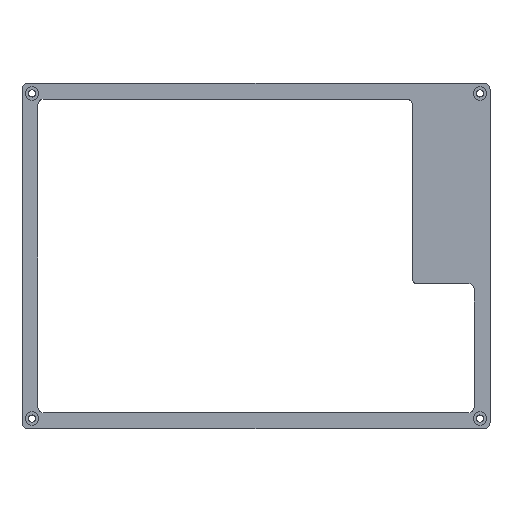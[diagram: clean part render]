
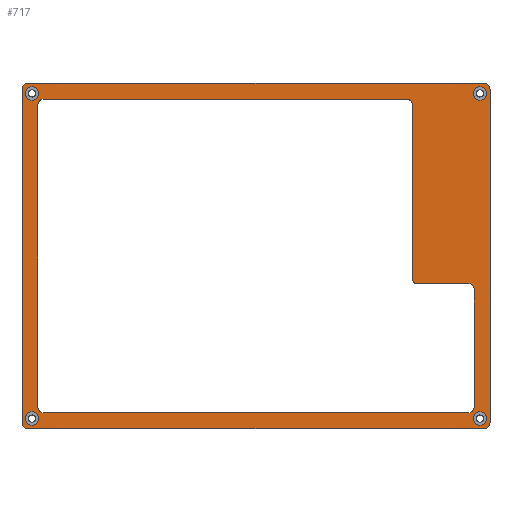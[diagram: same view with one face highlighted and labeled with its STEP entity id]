
A CAD part, top view. The second image highlights one B-rep face of the part: STEP entity #717.
In plain terms, the highlighted planar face has unit normal (0, 0, 1).
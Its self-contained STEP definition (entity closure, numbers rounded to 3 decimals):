
#27=LINE('',#1117,#79);
#32=LINE('',#1131,#84);
#36=LINE('',#1143,#88);
#40=LINE('',#1155,#92);
#44=LINE('',#1167,#96);
#48=LINE('',#1179,#100);
#53=LINE('',#1197,#105);
#57=LINE('',#1209,#109);
#61=LINE('',#1221,#113);
#65=LINE('',#1232,#117);
#79=VECTOR('',#911,10.);
#84=VECTOR('',#924,10.);
#88=VECTOR('',#936,10.);
#92=VECTOR('',#948,10.);
#96=VECTOR('',#960,10.);
#100=VECTOR('',#972,10.);
#105=VECTOR('',#991,10.);
#109=VECTOR('',#1003,10.);
#113=VECTOR('',#1015,10.);
#117=VECTOR('',#1027,10.);
#149=FACE_BOUND('',#250,.T.);
#150=FACE_BOUND('',#251,.T.);
#151=FACE_BOUND('',#252,.T.);
#152=FACE_BOUND('',#253,.T.);
#153=FACE_BOUND('',#254,.T.);
#199=FACE_OUTER_BOUND('',#249,.T.);
#249=EDGE_LOOP('',(#609,#610,#611,#612,#613,#614,#615,#616));
#250=EDGE_LOOP('',(#617));
#251=EDGE_LOOP('',(#618));
#252=EDGE_LOOP('',(#619));
#253=EDGE_LOOP('',(#620));
#254=EDGE_LOOP('',(#621,#622,#623,#624,#625,#626,#627,#628,#629,#630,#631,
#632));
#275=CIRCLE('',#745,2.1);
#278=CIRCLE('',#751,2.1);
#281=CIRCLE('',#757,2.1);
#284=CIRCLE('',#763,2.1);
#285=CIRCLE('',#767,1.);
#287=CIRCLE('',#771,2.);
#289=CIRCLE('',#775,2.);
#291=CIRCLE('',#779,2.);
#293=CIRCLE('',#783,2.);
#295=CIRCLE('',#787,2.);
#297=CIRCLE('',#790,1.85);
#299=CIRCLE('',#794,1.85);
#301=CIRCLE('',#798,1.85);
#303=CIRCLE('',#802,1.85);
#319=VERTEX_POINT('',#1076);
#322=VERTEX_POINT('',#1087);
#325=VERTEX_POINT('',#1098);
#328=VERTEX_POINT('',#1109);
#329=VERTEX_POINT('',#1115);
#330=VERTEX_POINT('',#1116);
#333=VERTEX_POINT('',#1124);
#335=VERTEX_POINT('',#1130);
#337=VERTEX_POINT('',#1136);
#339=VERTEX_POINT('',#1142);
#341=VERTEX_POINT('',#1148);
#343=VERTEX_POINT('',#1154);
#345=VERTEX_POINT('',#1160);
#347=VERTEX_POINT('',#1166);
#349=VERTEX_POINT('',#1172);
#351=VERTEX_POINT('',#1178);
#353=VERTEX_POINT('',#1187);
#354=VERTEX_POINT('',#1188);
#357=VERTEX_POINT('',#1196);
#359=VERTEX_POINT('',#1202);
#361=VERTEX_POINT('',#1208);
#363=VERTEX_POINT('',#1214);
#365=VERTEX_POINT('',#1220);
#367=VERTEX_POINT('',#1226);
#387=EDGE_CURVE('',#319,#319,#275,.T.);
#392=EDGE_CURVE('',#322,#322,#278,.T.);
#397=EDGE_CURVE('',#325,#325,#281,.T.);
#402=EDGE_CURVE('',#328,#328,#284,.T.);
#405=EDGE_CURVE('',#329,#330,#27,.T.);
#409=EDGE_CURVE('',#330,#333,#285,.T.);
#412=EDGE_CURVE('',#333,#335,#32,.T.);
#415=EDGE_CURVE('',#335,#337,#287,.T.);
#418=EDGE_CURVE('',#337,#339,#36,.T.);
#421=EDGE_CURVE('',#339,#341,#289,.T.);
#424=EDGE_CURVE('',#341,#343,#40,.T.);
#427=EDGE_CURVE('',#343,#345,#291,.T.);
#430=EDGE_CURVE('',#345,#347,#44,.T.);
#433=EDGE_CURVE('',#347,#349,#293,.T.);
#436=EDGE_CURVE('',#349,#351,#48,.T.);
#439=EDGE_CURVE('',#351,#329,#295,.T.);
#441=EDGE_CURVE('',#353,#354,#297,.F.);
#445=EDGE_CURVE('',#357,#354,#53,.T.);
#448=EDGE_CURVE('',#357,#359,#299,.F.);
#451=EDGE_CURVE('',#361,#359,#57,.T.);
#454=EDGE_CURVE('',#361,#363,#301,.F.);
#457=EDGE_CURVE('',#365,#363,#61,.T.);
#460=EDGE_CURVE('',#365,#367,#303,.F.);
#463=EDGE_CURVE('',#353,#367,#65,.T.);
#609=ORIENTED_EDGE('',*,*,#463,.F.);
#610=ORIENTED_EDGE('',*,*,#441,.T.);
#611=ORIENTED_EDGE('',*,*,#445,.F.);
#612=ORIENTED_EDGE('',*,*,#448,.T.);
#613=ORIENTED_EDGE('',*,*,#451,.F.);
#614=ORIENTED_EDGE('',*,*,#454,.T.);
#615=ORIENTED_EDGE('',*,*,#457,.F.);
#616=ORIENTED_EDGE('',*,*,#460,.T.);
#617=ORIENTED_EDGE('',*,*,#387,.T.);
#618=ORIENTED_EDGE('',*,*,#392,.T.);
#619=ORIENTED_EDGE('',*,*,#397,.T.);
#620=ORIENTED_EDGE('',*,*,#402,.T.);
#621=ORIENTED_EDGE('',*,*,#439,.T.);
#622=ORIENTED_EDGE('',*,*,#405,.T.);
#623=ORIENTED_EDGE('',*,*,#409,.T.);
#624=ORIENTED_EDGE('',*,*,#412,.T.);
#625=ORIENTED_EDGE('',*,*,#415,.T.);
#626=ORIENTED_EDGE('',*,*,#418,.T.);
#627=ORIENTED_EDGE('',*,*,#421,.T.);
#628=ORIENTED_EDGE('',*,*,#424,.T.);
#629=ORIENTED_EDGE('',*,*,#427,.T.);
#630=ORIENTED_EDGE('',*,*,#430,.T.);
#631=ORIENTED_EDGE('',*,*,#433,.T.);
#632=ORIENTED_EDGE('',*,*,#436,.T.);
#675=PLANE('',#805);
#717=ADVANCED_FACE('',(#199,#149,#150,#151,#152,#153),#675,.T.);
#745=AXIS2_PLACEMENT_3D('',#1077,#861,#862);
#751=AXIS2_PLACEMENT_3D('',#1088,#875,#876);
#757=AXIS2_PLACEMENT_3D('',#1099,#889,#890);
#763=AXIS2_PLACEMENT_3D('',#1110,#903,#904);
#767=AXIS2_PLACEMENT_3D('',#1125,#917,#918);
#771=AXIS2_PLACEMENT_3D('',#1137,#929,#930);
#775=AXIS2_PLACEMENT_3D('',#1149,#941,#942);
#779=AXIS2_PLACEMENT_3D('',#1161,#953,#954);
#783=AXIS2_PLACEMENT_3D('',#1173,#965,#966);
#787=AXIS2_PLACEMENT_3D('',#1184,#977,#978);
#790=AXIS2_PLACEMENT_3D('',#1189,#983,#984);
#794=AXIS2_PLACEMENT_3D('',#1203,#996,#997);
#798=AXIS2_PLACEMENT_3D('',#1215,#1008,#1009);
#802=AXIS2_PLACEMENT_3D('',#1227,#1020,#1021);
#805=AXIS2_PLACEMENT_3D('',#1234,#1029,#1030);
#861=DIRECTION('center_axis',(0.,0.,-1.));
#862=DIRECTION('ref_axis',(1.,0.,0.));
#875=DIRECTION('center_axis',(0.,0.,-1.));
#876=DIRECTION('ref_axis',(1.,0.,0.));
#889=DIRECTION('center_axis',(0.,0.,-1.));
#890=DIRECTION('ref_axis',(1.,0.,0.));
#903=DIRECTION('center_axis',(0.,0.,-1.));
#904=DIRECTION('ref_axis',(1.,0.,0.));
#911=DIRECTION('',(0.,-1.,0.));
#917=DIRECTION('center_axis',(0.,0.,1.));
#918=DIRECTION('ref_axis',(-1.,0.,0.));
#924=DIRECTION('',(1.,0.,0.));
#929=DIRECTION('center_axis',(0.,0.,-1.));
#930=DIRECTION('ref_axis',(1.,0.,0.));
#936=DIRECTION('',(0.,-1.,0.));
#941=DIRECTION('center_axis',(0.,0.,-1.));
#942=DIRECTION('ref_axis',(0.,-1.,0.));
#948=DIRECTION('',(-1.,0.,0.));
#953=DIRECTION('center_axis',(0.,0.,-1.));
#954=DIRECTION('ref_axis',(-1.,0.,0.));
#960=DIRECTION('',(0.,1.,0.));
#965=DIRECTION('center_axis',(0.,0.,-1.));
#966=DIRECTION('ref_axis',(0.,1.,0.));
#972=DIRECTION('',(1.,0.,0.));
#977=DIRECTION('center_axis',(0.,0.,-1.));
#978=DIRECTION('ref_axis',(1.,0.,0.));
#983=DIRECTION('center_axis',(0.,0.,-1.));
#984=DIRECTION('ref_axis',(1.,0.,0.));
#991=DIRECTION('',(1.,0.,0.));
#996=DIRECTION('center_axis',(0.,0.,-1.));
#997=DIRECTION('ref_axis',(0.,1.,0.));
#1003=DIRECTION('',(0.,1.,0.));
#1008=DIRECTION('center_axis',(0.,0.,-1.));
#1009=DIRECTION('ref_axis',(-1.,0.,0.));
#1015=DIRECTION('',(-1.,0.,0.));
#1020=DIRECTION('center_axis',(0.,0.,-1.));
#1021=DIRECTION('ref_axis',(0.,-1.,0.));
#1027=DIRECTION('',(0.,-1.,0.));
#1029=DIRECTION('center_axis',(0.,0.,1.));
#1030=DIRECTION('ref_axis',(-1.,0.,0.));
#1076=CARTESIAN_POINT('',(77.65,-141.25,10.6));
#1077=CARTESIAN_POINT('Origin',(79.75,-141.25,10.6));
#1087=CARTESIAN_POINT('',(216.15,-40.75,10.6));
#1088=CARTESIAN_POINT('Origin',(218.25,-40.75,10.6));
#1098=CARTESIAN_POINT('',(216.15,-141.25,10.6));
#1099=CARTESIAN_POINT('Origin',(218.25,-141.25,10.6));
#1109=CARTESIAN_POINT('',(77.65,-40.75,10.6));
#1110=CARTESIAN_POINT('Origin',(79.75,-40.75,10.6));
#1115=CARTESIAN_POINT('',(197.5,-44.5,10.6));
#1116=CARTESIAN_POINT('',(197.5,-98.5,10.6));
#1117=CARTESIAN_POINT('',(197.5,-44.5,10.6));
#1124=CARTESIAN_POINT('',(198.5,-99.5,10.6));
#1125=CARTESIAN_POINT('Origin',(198.5,-98.5,10.6));
#1130=CARTESIAN_POINT('',(214.5,-99.5,10.6));
#1131=CARTESIAN_POINT('',(198.5,-99.5,10.6));
#1136=CARTESIAN_POINT('',(216.5,-101.5,10.6));
#1137=CARTESIAN_POINT('Origin',(214.5,-101.5,10.6));
#1142=CARTESIAN_POINT('',(216.5,-137.5,10.6));
#1143=CARTESIAN_POINT('',(216.5,-101.5,10.6));
#1148=CARTESIAN_POINT('',(214.5,-139.5,10.6));
#1149=CARTESIAN_POINT('Origin',(214.5,-137.5,10.6));
#1154=CARTESIAN_POINT('',(83.5,-139.5,10.6));
#1155=CARTESIAN_POINT('',(83.5,-139.5,10.6));
#1160=CARTESIAN_POINT('',(81.5,-137.5,10.6));
#1161=CARTESIAN_POINT('Origin',(83.5,-137.5,10.6));
#1166=CARTESIAN_POINT('',(81.5,-44.5,10.6));
#1167=CARTESIAN_POINT('',(81.5,-44.5,10.6));
#1172=CARTESIAN_POINT('',(83.5,-42.5,10.6));
#1173=CARTESIAN_POINT('Origin',(83.5,-44.5,10.6));
#1178=CARTESIAN_POINT('',(195.5,-42.5,10.6));
#1179=CARTESIAN_POINT('',(83.5,-42.5,10.6));
#1184=CARTESIAN_POINT('Origin',(195.5,-44.5,10.6));
#1187=CARTESIAN_POINT('',(221.35,-39.5,10.6));
#1188=CARTESIAN_POINT('',(219.5,-37.65,10.6));
#1189=CARTESIAN_POINT('Origin',(219.5,-39.5,10.6));
#1196=CARTESIAN_POINT('',(78.5,-37.65,10.6));
#1197=CARTESIAN_POINT('',(113.75,-37.65,10.6));
#1202=CARTESIAN_POINT('',(76.65,-39.5,10.6));
#1203=CARTESIAN_POINT('Origin',(78.5,-39.5,10.6));
#1208=CARTESIAN_POINT('',(76.65,-142.5,10.6));
#1209=CARTESIAN_POINT('',(76.65,-116.75,10.6));
#1214=CARTESIAN_POINT('',(78.5,-144.35,10.6));
#1215=CARTESIAN_POINT('Origin',(78.5,-142.5,10.6));
#1220=CARTESIAN_POINT('',(219.5,-144.35,10.6));
#1221=CARTESIAN_POINT('',(184.25,-144.35,10.6));
#1226=CARTESIAN_POINT('',(221.35,-142.5,10.6));
#1227=CARTESIAN_POINT('Origin',(219.5,-142.5,10.6));
#1232=CARTESIAN_POINT('',(221.35,-65.25,10.6));
#1234=CARTESIAN_POINT('Origin',(149.,-91.,10.6));
